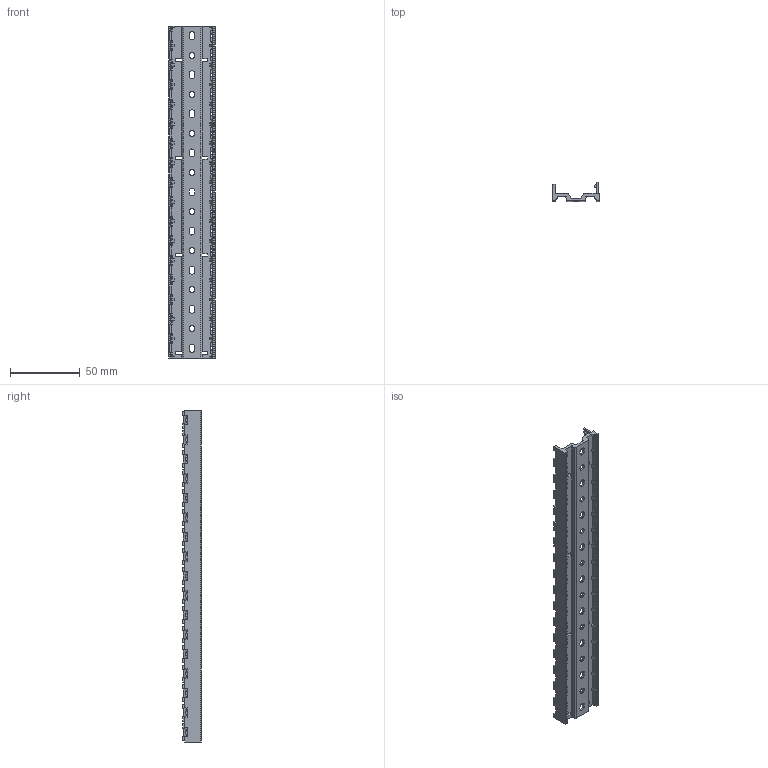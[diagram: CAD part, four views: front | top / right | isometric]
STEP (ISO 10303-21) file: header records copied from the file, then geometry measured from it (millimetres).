
FILE_DESCRIPTION((''),'2;1');
FILE_NAME('00175161700','2019-10-24T',('presta_be4'),(''),'CREO PARAMETRIC BY PTC INC, 2018360','CREO PARAMETRIC BY PTC INC, 2018360','');
FILE_SCHEMA(('CONFIG_CONTROL_DESIGN'));
Length unit declared in the file: millimetre
Products named in the file (1): 00175161700
Bounding box: 33.55 x 13.25 x 238 mm (x, y, z)
Volume: 24311.3 mm3; surface area: 30827.7 mm2
Topology: 1 solids, 1 shells, 1333 faces, 4053 edges, 2646 vertices
Faces by surface type: plane 912, cylinder 421
Entity records: 45788 total; most frequent: CARTESIAN_POINT 8827, ORIENTED_EDGE 8106, DIRECTION 7425, EDGE_CURVE 4053, VECTOR 3007, LINE 3007, VERTEX_POINT 2646, AXIS2_PLACEMENT_3D 2209
